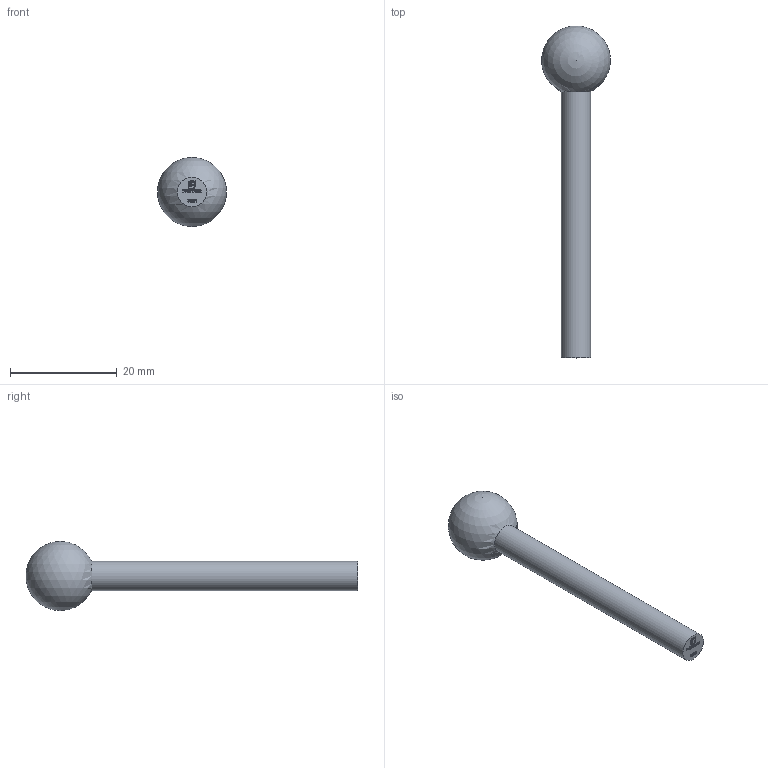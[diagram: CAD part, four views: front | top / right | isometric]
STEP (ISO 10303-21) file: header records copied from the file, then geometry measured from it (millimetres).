
FILE_DESCRIPTION (( 'STEP AP203' ), '1' );
FILE_NAME ('3502.STEP', '2022-03-02T10:48:10', ( '' ), ( '' ), 'SwSTEP 2.0', 'SolidWorks 2018', '' );
FILE_SCHEMA (( 'CONFIG_CONTROL_DESIGN' ));
Length unit declared in the file: millimetre
Products named in the file (1): 3502
Bounding box: 12.9 x 62.34 x 13 mm (x, y, z)
Volume: 2330.7 mm3; surface area: 1397.9 mm2
Topology: 1 solids, 1 shells, 216 faces, 594 edges, 396 vertices
Faces by surface type: plane 109, bspline 105, sphere 1, cylinder 1
Full cylindrical faces by diameter (mm): 5.5 x1
Entity records: 11747 total; most frequent: CARTESIAN_POINT 6914, ORIENTED_EDGE 1180, DIRECTION 606, EDGE_CURVE 590, VERTEX_POINT 394, VECTOR 378, LINE 378, EDGE_LOOP 234
